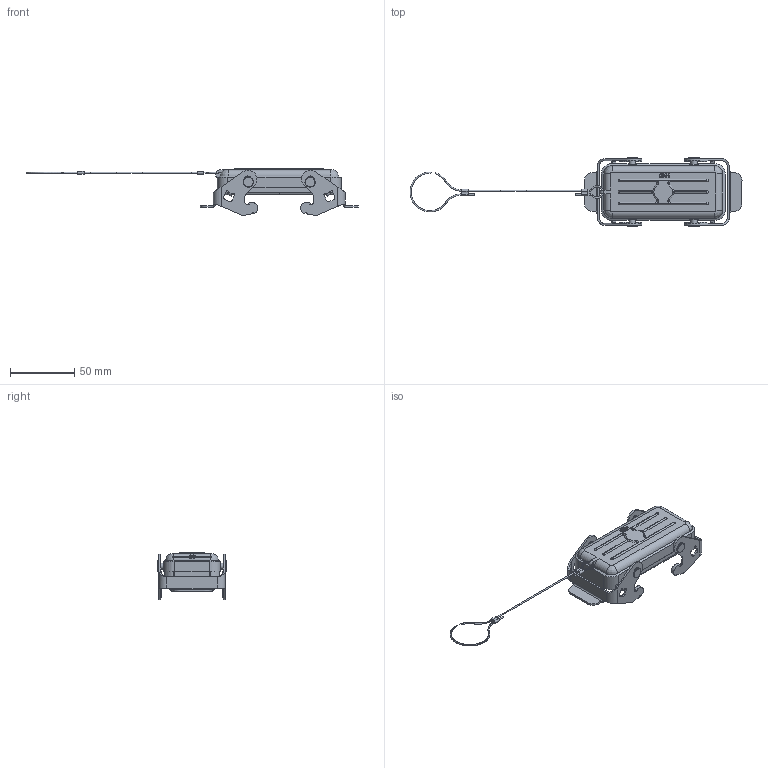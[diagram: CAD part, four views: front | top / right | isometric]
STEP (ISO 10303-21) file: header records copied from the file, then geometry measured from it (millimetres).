
FILE_DESCRIPTION(/* description */ (''),/* implementation_level */ '2;1');
FILE_NAME(/* name */ 'c146 10z016 200 1nxc001-01.stp',/* time_stamp */ '2019-02-05T15:29:56+01:00',/* author */ (''),/* organization */ (''),/* preprocessor_version */ 'ST-DEVELOPER v16.7',/* originating_system */ 'SIEMENS PLM Software NX 12.0',/* authorisation */ '');
FILE_SCHEMA (('AUTOMOTIVE_DESIGN { 1 0 10303 214 3 1 1 1 }'));
Length unit declared in the file: millimetre
Products named in the file (1): MBer2BE8531Cg0jy
Bounding box: 258.38 x 53.8 x 36.59 mm (x, y, z)
Volume: 33067.3 mm3; surface area: 28922.7 mm2
Topology: 1 solids, 1 shells, 493 faces, 1310 edges, 834 vertices
Faces by surface type: plane 226, cylinder 154, bspline 71, torus 16, cone 12, extrusion 10, revolution 4
Full cylindrical faces by diameter (mm): 1 x1, 2.95 x4, 4.8 x4, 8 x4
Entity records: 17344 total; most frequent: CARTESIAN_POINT 5863, ORIENTED_EDGE 2484, DIRECTION 2198, EDGE_CURVE 1242, VERTEX_POINT 818, AXIS2_PLACEMENT_3D 804, VECTOR 586, EDGE_LOOP 584
